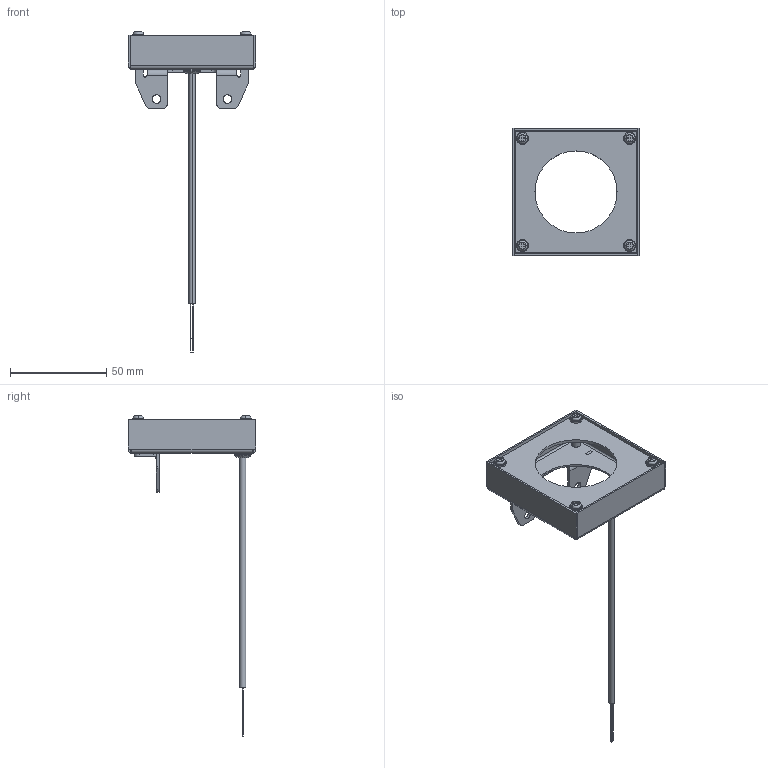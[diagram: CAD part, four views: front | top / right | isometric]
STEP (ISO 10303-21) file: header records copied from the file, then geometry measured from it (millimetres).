
FILE_DESCRIPTION((''),'2;1');
FILE_NAME('192814_ASM','2016-01-20T',('pdmadmin'),(''),'PRO/ENGINEER BY PARAMETRIC TECHNOLOGY CORPORATION, 2013230','PRO/ENGINEER BY PARAMETRIC TECHNOLOGY CORPORATION, 2013230','');
FILE_SCHEMA(('CONFIG_CONTROL_DESIGN'));
Length unit declared in the file: inch
Products named in the file (13): 127680_PART1; PEM_STUD_4-40-8; 127680_PART2; 127680_ASM; 56875; 58487; 124512; 108625; 51852; 117846; CABLE_318_3COND_117624; LEDIR62X62M-76150_ASM; 192814_ASM
Assembly tree (27 placements, depth 4):
  192814_ASM
    LEDIR62X62M-76150_ASM
      127680_ASM
        127680_PART1
        PEM_STUD_4-40-8  x4
        127680_PART2
      56875  x4
      58487  x4
      124512
      108625  x4
      51852  x4
      117846
      CABLE_318_3COND_117624
Bounding box: 66.09 x 66.09 x 166.49 mm (x, y, z)
Volume: 14157.4 mm3; surface area: 27444.1 mm2
Topology: 25 solids, 25 shells, 624 faces, 1538 edges, 992 vertices
Faces by surface type: cylinder 292, plane 238, bspline 62, torus 16, cone 16
Entity records: 13110 total; most frequent: CARTESIAN_POINT 5514, DIRECTION 1569, ORIENTED_EDGE 1468, EDGE_CURVE 734, AXIS2_PLACEMENT_3D 586, VERTEX_POINT 467, VECTOR 397, LINE 397
